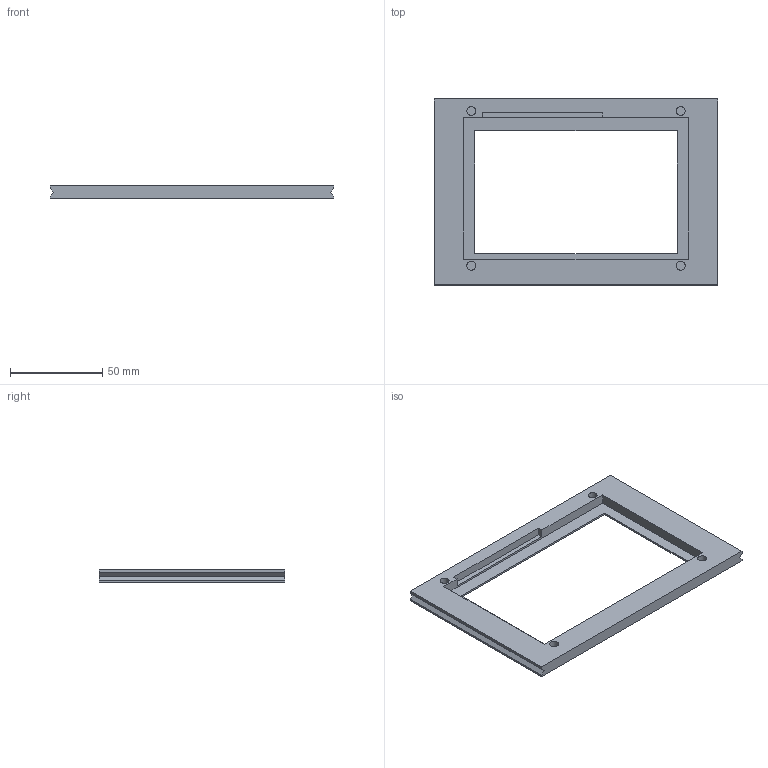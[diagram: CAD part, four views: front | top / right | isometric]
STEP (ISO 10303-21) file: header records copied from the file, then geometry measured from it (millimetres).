
FILE_DESCRIPTION(('FreeCAD Model'),'2;1');
FILE_NAME('Display_Wall.step','2021-02-07T20:58:43',('Author'),(''), 'Open CASCADE STEP processor 7.3','FreeCAD','Unknown');
FILE_SCHEMA(('AUTOMOTIVE_DESIGN { 1 0 10303 214 1 1 1 1 }'));
Length unit declared in the file: millimetre
Products named in the file (1): Display_Wall
Bounding box: 153.5 x 100.7 x 6.5 mm (x, y, z)
Volume: 40090 mm3; surface area: 22749.5 mm2
Topology: 1 solids, 1 shells, 33 faces, 78 edges, 52 vertices
Faces by surface type: plane 29, cylinder 4
Full cylindrical faces by diameter (mm): 4.8 x4
Entity records: 1991 total; most frequent: CARTESIAN_POINT 344, DIRECTION 306, LINE 218, VECTOR 218, ORIENTED_EDGE 156, PCURVE 156, DEFINITIONAL_REPRESENTATION 156, EDGE_CURVE 78
